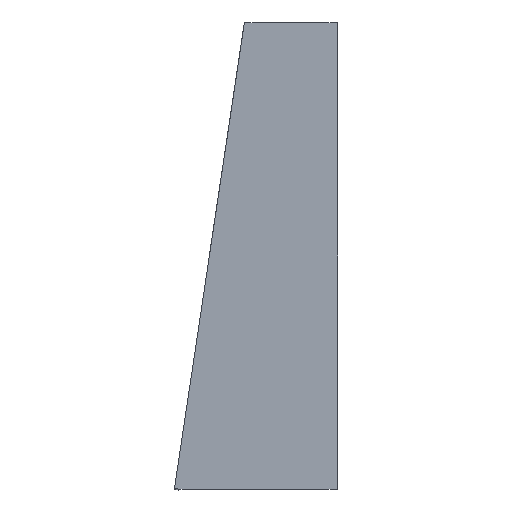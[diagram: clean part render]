
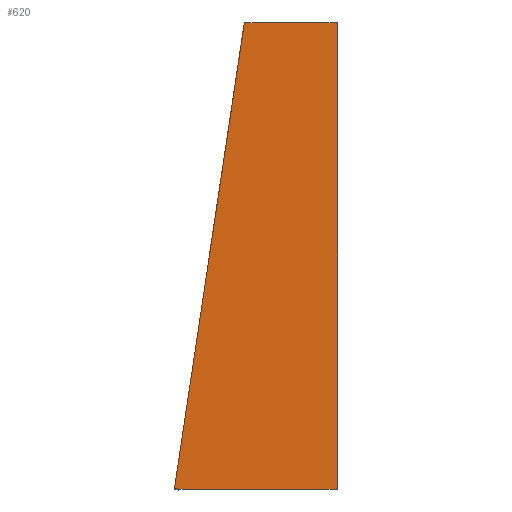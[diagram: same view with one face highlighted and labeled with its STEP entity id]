
A CAD part, front view. The second image highlights one B-rep face of the part: STEP entity #620.
In plain terms, the highlighted planar face has unit normal (0, -1, 0).
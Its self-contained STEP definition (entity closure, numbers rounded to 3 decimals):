
#42=PLANE('',#678);
#65=FACE_OUTER_BOUND('',#98,.T.);
#98=EDGE_LOOP('',(#455,#456,#457,#458,#459,#460,#461,#462));
#136=LINE('',#949,#202);
#153=LINE('',#1014,#219);
#154=LINE('',#1016,#220);
#155=LINE('',#1018,#221);
#156=LINE('',#1019,#222);
#157=LINE('',#1020,#223);
#202=VECTOR('',#724,10.);
#219=VECTOR('',#759,10.);
#220=VECTOR('',#760,10.);
#221=VECTOR('',#761,10.);
#222=VECTOR('',#762,10.);
#223=VECTOR('',#763,10.);
#261=B_SPLINE_CURVE_WITH_KNOTS('',3,(#910,#911,#912,#913,#914,#915,#916,
#917,#918,#919),.UNSPECIFIED.,.F.,.F.,(4,2,2,2,4),(-1.065,-1.02,
-0.939,-0.829,-0.815),.UNSPECIFIED.);
#264=B_SPLINE_CURVE_WITH_KNOTS('',3,(#1004,#1005,#1006,#1007,#1008,#1009,
#1010,#1011,#1012,#1013),.UNSPECIFIED.,.F.,.F.,(4,2,2,2,4),(1.06,
1.091,1.172,1.274,1.314),
 .UNSPECIFIED.);
#270=VERTEX_POINT('',#898);
#271=VERTEX_POINT('',#909);
#280=VERTEX_POINT('',#946);
#281=VERTEX_POINT('',#948);
#301=VERTEX_POINT('',#1002);
#302=VERTEX_POINT('',#1003);
#303=VERTEX_POINT('',#1015);
#304=VERTEX_POINT('',#1017);
#328=EDGE_CURVE('',#271,#270,#261,.T.);
#339=EDGE_CURVE('',#281,#280,#136,.T.);
#363=EDGE_CURVE('',#301,#302,#264,.T.);
#364=EDGE_CURVE('',#281,#301,#153,.T.);
#365=EDGE_CURVE('',#280,#303,#154,.T.);
#366=EDGE_CURVE('',#303,#304,#155,.T.);
#367=EDGE_CURVE('',#271,#304,#156,.T.);
#368=EDGE_CURVE('',#302,#270,#157,.T.);
#455=ORIENTED_EDGE('',*,*,#363,.F.);
#456=ORIENTED_EDGE('',*,*,#364,.F.);
#457=ORIENTED_EDGE('',*,*,#339,.T.);
#458=ORIENTED_EDGE('',*,*,#365,.T.);
#459=ORIENTED_EDGE('',*,*,#366,.T.);
#460=ORIENTED_EDGE('',*,*,#367,.F.);
#461=ORIENTED_EDGE('',*,*,#328,.T.);
#462=ORIENTED_EDGE('',*,*,#368,.F.);
#620=ADVANCED_FACE('',(#65),#42,.T.);
#678=AXIS2_PLACEMENT_3D('',#1001,#757,#758);
#724=DIRECTION('',(1.,0.,0.));
#757=DIRECTION('center_axis',(0.,-1.,0.));
#758=DIRECTION('ref_axis',(0.,0.,-1.));
#759=DIRECTION('',(-1.,0.,0.));
#760=DIRECTION('',(0.,0.,1.));
#761=DIRECTION('',(-1.,0.,0.));
#762=DIRECTION('',(1.,0.,0.));
#763=DIRECTION('',(0.148,0.,0.989));
#898=CARTESIAN_POINT('',(-30.467,0.,0.223));
#909=CARTESIAN_POINT('',(-27.466,0.,0.));
#910=CARTESIAN_POINT('Ctrl Pts',(-27.466,0.,
0.));
#911=CARTESIAN_POINT('Ctrl Pts',(-27.649,0.,
0.01));
#912=CARTESIAN_POINT('Ctrl Pts',(-27.833,0.,
0.02));
#913=CARTESIAN_POINT('Ctrl Pts',(-28.354,0.,
0.049));
#914=CARTESIAN_POINT('Ctrl Pts',(-28.663,0.,
0.069));
#915=CARTESIAN_POINT('Ctrl Pts',(-29.436,0.,
0.125));
#916=CARTESIAN_POINT('Ctrl Pts',(-29.866,0.,
0.163));
#917=CARTESIAN_POINT('Ctrl Pts',(-30.358,0.,
0.212));
#918=CARTESIAN_POINT('Ctrl Pts',(-30.412,0.,
0.217));
#919=CARTESIAN_POINT('Ctrl Pts',(-30.467,0.,
0.223));
#946=CARTESIAN_POINT('',(1.5,0.,-160.));
#948=CARTESIAN_POINT('',(-1.5,0.,-160.));
#949=CARTESIAN_POINT('',(-13.902,0.,-160.));
#1001=CARTESIAN_POINT('Origin',(-26.304,0.,-80.));
#1002=CARTESIAN_POINT('',(-51.466,0.,-160.));
#1003=CARTESIAN_POINT('',(-54.467,0.,-159.777));
#1004=CARTESIAN_POINT('Ctrl Pts',(-51.466,0.,
-160.));
#1005=CARTESIAN_POINT('Ctrl Pts',(-51.591,0.,
-159.993));
#1006=CARTESIAN_POINT('Ctrl Pts',(-51.716,0.,
-159.987));
#1007=CARTESIAN_POINT('Ctrl Pts',(-52.172,0.,
-159.961));
#1008=CARTESIAN_POINT('Ctrl Pts',(-52.471,0.,
-159.944));
#1009=CARTESIAN_POINT('Ctrl Pts',(-53.2,0.,
-159.893));
#1010=CARTESIAN_POINT('Ctrl Pts',(-53.591,0.,
-159.861));
#1011=CARTESIAN_POINT('Ctrl Pts',(-54.148,0.,
-159.809));
#1012=CARTESIAN_POINT('Ctrl Pts',(-54.307,0.,
-159.794));
#1013=CARTESIAN_POINT('Ctrl Pts',(-54.467,0.,
-159.777));
#1014=CARTESIAN_POINT('',(-1.5,0.,-160.));
#1015=CARTESIAN_POINT('',(1.5,0.,0.));
#1016=CARTESIAN_POINT('',(1.5,0.,-80.));
#1017=CARTESIAN_POINT('',(-1.5,0.,0.));
#1018=CARTESIAN_POINT('',(-13.902,0.,0.));
#1019=CARTESIAN_POINT('',(1.893,0.,0.));
#1020=CARTESIAN_POINT('',(-42.306,0.,-78.709));
